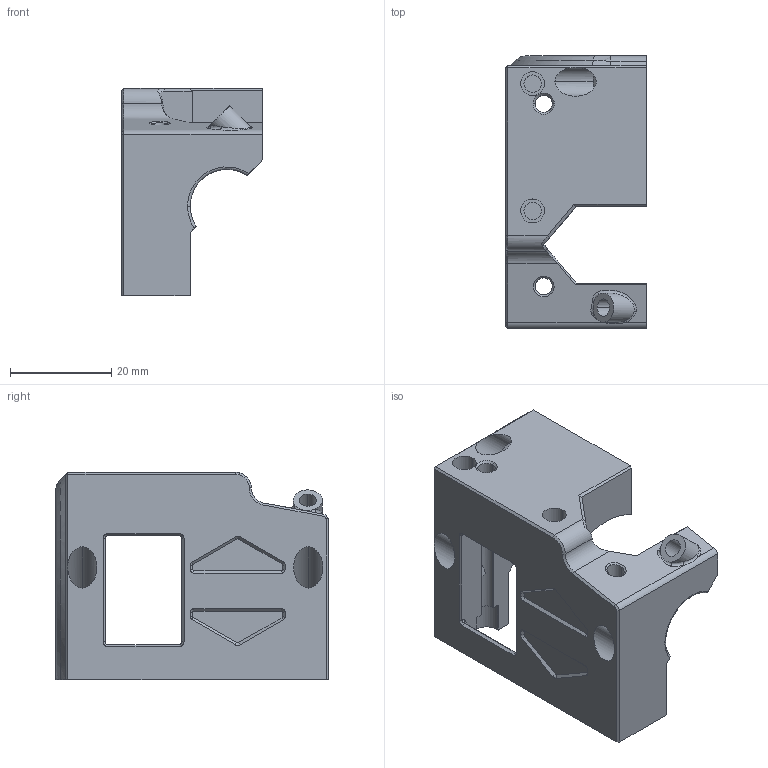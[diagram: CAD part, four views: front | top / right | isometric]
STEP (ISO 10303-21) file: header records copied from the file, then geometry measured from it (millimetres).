
FILE_DESCRIPTION (( 'STEP AP214' ), '1' );
FILE_NAME ('zNewZ_ZDriveBottom.STEP', '2022-06-10T23:44:20', ( '' ), ( '' ), 'SwSTEP 2.0', 'SolidWorks 2022', '' );
FILE_SCHEMA (( 'AUTOMOTIVE_DESIGN' ));
Length unit declared in the file: millimetre
Products named in the file (1): zNewZ_ZDriveBottom
Bounding box: 27.75 x 53.75 x 40.85 mm (x, y, z)
Volume: 20073.5 mm3; surface area: 10618.4 mm2
Topology: 1 solids, 1 shells, 210 faces, 577 edges, 369 vertices
Faces by surface type: plane 70, cylinder 60, bspline 31, torus 26, cone 23
Entity records: 9698 total; most frequent: CARTESIAN_POINT 4622, ORIENTED_EDGE 1154, DIRECTION 945, EDGE_CURVE 577, VERTEX_POINT 369, AXIS2_PLACEMENT_3D 359, EDGE_LOOP 230, VECTOR 227
